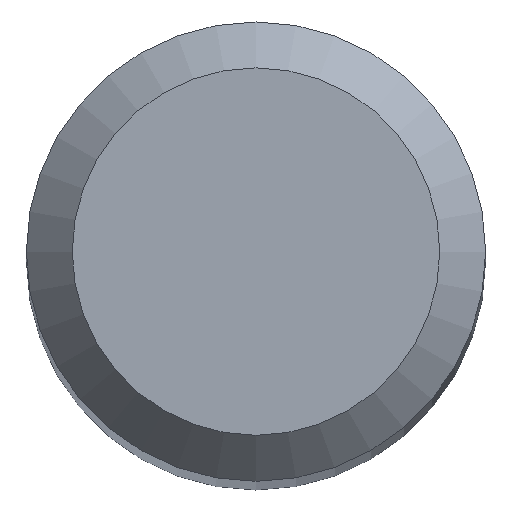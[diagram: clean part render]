
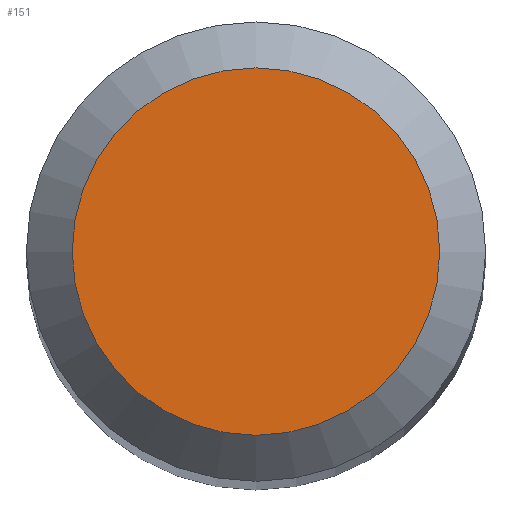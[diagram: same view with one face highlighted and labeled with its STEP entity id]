
A CAD part, top view. The second image highlights one B-rep face of the part: STEP entity #151.
In plain terms, the highlighted planar face has unit normal (0, 0, 1).
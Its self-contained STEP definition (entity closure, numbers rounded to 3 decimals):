
#31 = CIRCLE ( 'NONE', #127, 1.2 ) ;
#35 = CARTESIAN_POINT ( 'NONE',  ( 0., 0., 38. ) ) ;
#49 = FACE_OUTER_BOUND ( 'NONE', #89, .T. ) ;
#51 = DIRECTION ( 'NONE',  ( 0., 1., 0. ) ) ;
#64 = DIRECTION ( 'NONE',  ( 0., 0., -1. ) ) ;
#89 = EDGE_LOOP ( 'NONE', ( #132 ) ) ;
#95 = DIRECTION ( 'NONE',  ( 0., 0., -1. ) ) ;
#96 = VERTEX_POINT ( 'NONE', #160 ) ;
#104 = PLANE ( 'NONE',  #200 ) ;
#105 = CARTESIAN_POINT ( 'NONE',  ( 0., 0., 38. ) ) ;
#127 = AXIS2_PLACEMENT_3D ( 'NONE', #35, #64, #51 ) ;
#132 = ORIENTED_EDGE ( 'NONE', *, *, #138, .F. ) ;
#138 = EDGE_CURVE ( 'NONE', #96, #96, #31, .T. ) ;
#151 = ADVANCED_FACE ( 'NONE', ( #49 ), #104, .F. ) ;
#156 = DIRECTION ( 'NONE',  ( 0., 1., 0. ) ) ;
#160 = CARTESIAN_POINT ( 'NONE',  ( 0., 1.2, 38. ) ) ;
#200 = AXIS2_PLACEMENT_3D ( 'NONE', #105, #95, #156 ) ;
